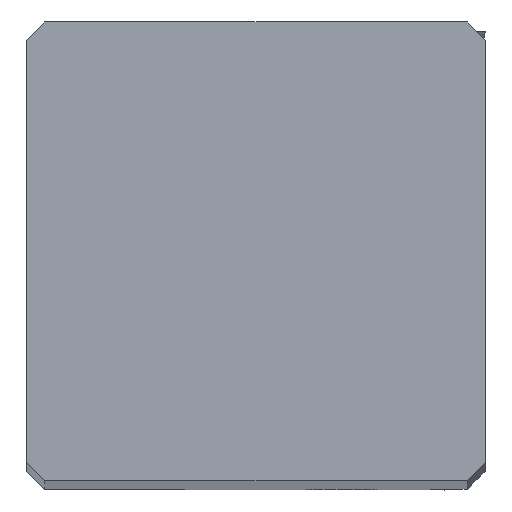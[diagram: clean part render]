
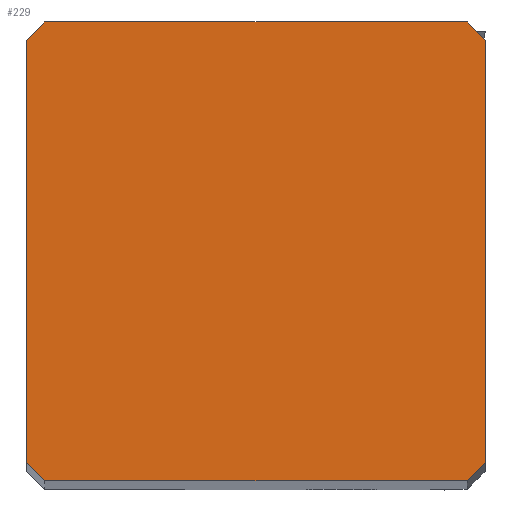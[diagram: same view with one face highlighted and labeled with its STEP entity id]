
A CAD part, top view. The second image highlights one B-rep face of the part: STEP entity #229.
In plain terms, the highlighted planar face has unit normal (0, 0, 1).
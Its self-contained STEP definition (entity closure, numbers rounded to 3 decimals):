
#149=FACE_OUTER_BOUND('',#358,.T.);
#229=ADVANCED_FACE('',(#149),#294,.T.);
#294=PLANE('',#1736);
#358=EDGE_LOOP('',(#586,#587,#588,#589,#590,#591,#592,#593));
#586=ORIENTED_EDGE('',*,*,#1109,.F.);
#587=ORIENTED_EDGE('',*,*,#1110,.F.);
#588=ORIENTED_EDGE('',*,*,#1048,.T.);
#589=ORIENTED_EDGE('',*,*,#1108,.F.);
#590=ORIENTED_EDGE('',*,*,#1111,.F.);
#591=ORIENTED_EDGE('',*,*,#1112,.F.);
#592=ORIENTED_EDGE('',*,*,#1113,.T.);
#593=ORIENTED_EDGE('',*,*,#1114,.F.);
#885=VERTEX_POINT('',#2418);
#886=VERTEX_POINT('',#2420);
#931=VERTEX_POINT('',#2574);
#932=VERTEX_POINT('',#2578);
#933=VERTEX_POINT('',#2579);
#934=VERTEX_POINT('',#2582);
#935=VERTEX_POINT('',#2584);
#936=VERTEX_POINT('',#2586);
#1048=EDGE_CURVE('',#886,#885,#1396,.T.);
#1108=EDGE_CURVE('',#931,#885,#1430,.T.);
#1109=EDGE_CURVE('',#932,#933,#1431,.T.);
#1110=EDGE_CURVE('',#886,#932,#1432,.T.);
#1111=EDGE_CURVE('',#934,#931,#1433,.T.);
#1112=EDGE_CURVE('',#935,#934,#1434,.T.);
#1113=EDGE_CURVE('',#935,#936,#1435,.T.);
#1114=EDGE_CURVE('',#933,#936,#1436,.T.);
#1396=LINE('',#2419,#1511);
#1430=LINE('',#2575,#1545);
#1431=LINE('',#2577,#1546);
#1432=LINE('',#2580,#1547);
#1433=LINE('',#2581,#1548);
#1434=LINE('',#2583,#1549);
#1435=LINE('',#2585,#1550);
#1436=LINE('',#2587,#1551);
#1511=VECTOR('',#1959,1.);
#1545=VECTOR('',#2065,1.);
#1546=VECTOR('',#2068,1.);
#1547=VECTOR('',#2069,1.);
#1548=VECTOR('',#2070,1.);
#1549=VECTOR('',#2071,1.);
#1550=VECTOR('',#2072,1.);
#1551=VECTOR('',#2073,1.);
#1736=AXIS2_PLACEMENT_3D('',#2588,#2074,#2075);
#1959=DIRECTION('',(1.,0.,0.));
#2065=DIRECTION('',(-0.707,-0.707,0.));
#2068=DIRECTION('',(0.,1.,0.));
#2069=DIRECTION('',(-0.707,0.707,0.));
#2070=DIRECTION('',(0.,-1.,0.));
#2071=DIRECTION('',(0.707,-0.707,0.));
#2072=DIRECTION('',(-1.,0.,0.));
#2073=DIRECTION('',(0.707,0.707,0.));
#2074=DIRECTION('',(0.,0.,1.));
#2075=DIRECTION('',(-1.,0.,0.));
#2418=CARTESIAN_POINT('',(12.2,0.,0.));
#2419=CARTESIAN_POINT('',(0.5,0.,0.));
#2420=CARTESIAN_POINT('',(0.5,0.,0.));
#2574=CARTESIAN_POINT('',(12.7,0.5,0.));
#2575=CARTESIAN_POINT('',(12.7,0.5,0.));
#2577=CARTESIAN_POINT('',(0.,0.5,0.));
#2578=CARTESIAN_POINT('',(0.,0.5,0.));
#2579=CARTESIAN_POINT('',(0.,12.2,0.));
#2580=CARTESIAN_POINT('',(0.5,0.,0.));
#2581=CARTESIAN_POINT('',(12.7,12.2,0.));
#2582=CARTESIAN_POINT('',(12.7,12.2,0.));
#2583=CARTESIAN_POINT('',(12.2,12.7,0.));
#2584=CARTESIAN_POINT('',(12.2,12.7,0.));
#2585=CARTESIAN_POINT('',(12.2,12.7,0.));
#2586=CARTESIAN_POINT('',(0.5,12.7,0.));
#2587=CARTESIAN_POINT('',(0.,12.2,0.));
#2588=CARTESIAN_POINT('',(6.35,6.35,0.));
